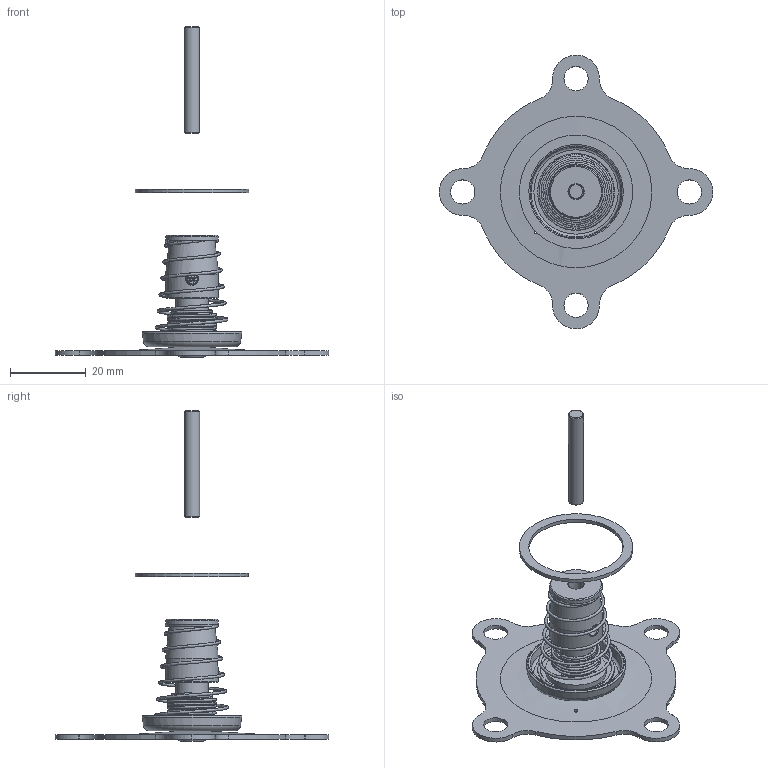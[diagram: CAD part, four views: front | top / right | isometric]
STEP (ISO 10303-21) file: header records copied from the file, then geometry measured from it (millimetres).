
FILE_DESCRIPTION(('HOOPS Exchange Step'),'2;1');
FILE_NAME('Dichtungssatz_FKM_242_NO.stp','2025-03-04T09:23:12+01:00',('nieru'),('Unknown organisation'),'HOOPS Exchange 2024.2','HOOPS Exchange','Unknown authorisation');
FILE_SCHEMA( ('AP203_CONFIGURATION_CONTROLLED_3D_DESIGN_OF_MECHANICAL_PARTS_AND_ASSEMBLIES_MIM_LF') );
Length unit declared in the file: millimetre
Products named in the file (2): 0; root
Assembly tree (1 placements, depth 2):
  root
    0
Bounding box: 72.38 x 72.37 x 87.58 mm (x, y, z)
Volume: 7312.2 mm3; surface area: 12664.1 mm2
Topology: 15 solids, 15 shells, 119 faces, 325 edges, 241 vertices
Faces by surface type: cylinder 39, plane 37, bspline 24, cone 9, torus 8, offset 2
Full cylindrical faces by diameter (mm): 1 x1, 3 x2, 4 x2, 4.5 x1, 6.4 x4, 9 x1, 11 x1, 14 x2, 14.6 x1, 16 x1, 25 x1, 30 x1
Entity records: 26609 total; most frequent: CARTESIAN_POINT 23615, ORIENTED_EDGE 650, DIRECTION 543, EDGE_CURVE 325, AXIS2_PLACEMENT_3D 247, VERTEX_POINT 241, EDGE_LOOP 152, FACE_BOUND 152
